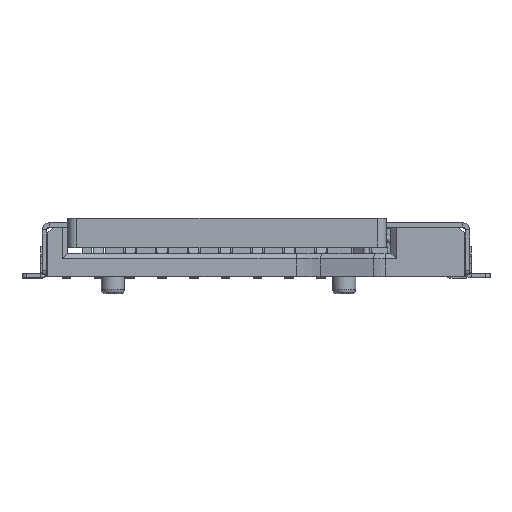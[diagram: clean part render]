
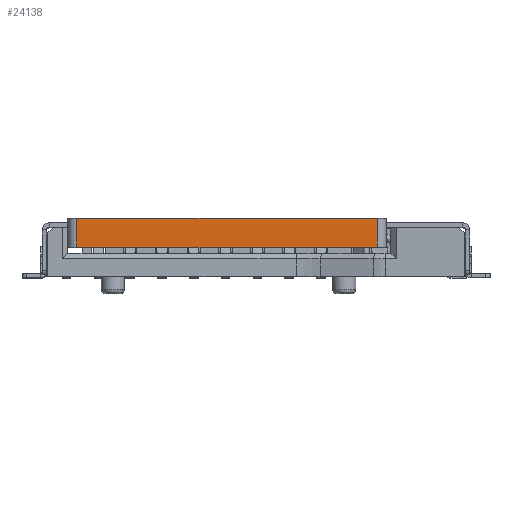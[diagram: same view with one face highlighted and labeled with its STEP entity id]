
A CAD part, top view. The second image highlights one B-rep face of the part: STEP entity #24138.
In plain terms, the highlighted planar face has unit normal (0, 0, 1).
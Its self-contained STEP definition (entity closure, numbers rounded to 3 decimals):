
#1968=FACE_OUTER_BOUND('',#3342,.T.);
#3342=EDGE_LOOP('',(#21837,#21838,#21839,#21840));
#6602=LINE('',#51787,#9267);
#6617=LINE('',#51829,#9282);
#6720=LINE('',#52047,#9385);
#6721=LINE('',#52049,#9386);
#9267=VECTOR('',#32946,10.4);
#9282=VECTOR('',#32983,10.4);
#9385=VECTOR('',#33186,1.);
#9386=VECTOR('',#33189,1.);
#11417=VERTEX_POINT('',#51784);
#11418=VERTEX_POINT('',#51786);
#11433=VERTEX_POINT('',#51826);
#11434=VERTEX_POINT('',#51828);
#14822=EDGE_CURVE('',#11417,#11418,#6602,.T.);
#14844=EDGE_CURVE('',#11433,#11434,#6617,.T.);
#14949=EDGE_CURVE('',#11434,#11417,#6720,.T.);
#14950=EDGE_CURVE('',#11433,#11418,#6721,.T.);
#21837=ORIENTED_EDGE('',*,*,#14949,.F.);
#21838=ORIENTED_EDGE('',*,*,#14844,.F.);
#21839=ORIENTED_EDGE('',*,*,#14950,.T.);
#21840=ORIENTED_EDGE('',*,*,#14822,.F.);
#22808=PLANE('',#26410);
#24138=ADVANCED_FACE('',(#1968),#22808,.T.);
#26410=AXIS2_PLACEMENT_3D('',#52048,#33187,#33188);
#32946=DIRECTION('',(-1.,0.,0.));
#32983=DIRECTION('',(1.,0.,0.));
#33186=DIRECTION('',(0.,-1.,0.));
#33187=DIRECTION('center_axis',(0.,0.,1.));
#33188=DIRECTION('ref_axis',(1.,0.,0.));
#33189=DIRECTION('',(0.,-1.,0.));
#51784=CARTESIAN_POINT('',(5.2,-0.3,7.5));
#51786=CARTESIAN_POINT('',(-5.2,-0.3,7.5));
#51787=CARTESIAN_POINT('',(5.2,-0.3,7.5));
#51826=CARTESIAN_POINT('',(-5.2,0.7,7.5));
#51828=CARTESIAN_POINT('',(5.2,0.7,7.5));
#51829=CARTESIAN_POINT('',(-5.2,0.7,7.5));
#52047=CARTESIAN_POINT('',(5.2,0.7,7.5));
#52048=CARTESIAN_POINT('Origin',(-5.5,0.,7.5));
#52049=CARTESIAN_POINT('',(-5.2,0.7,7.5));
